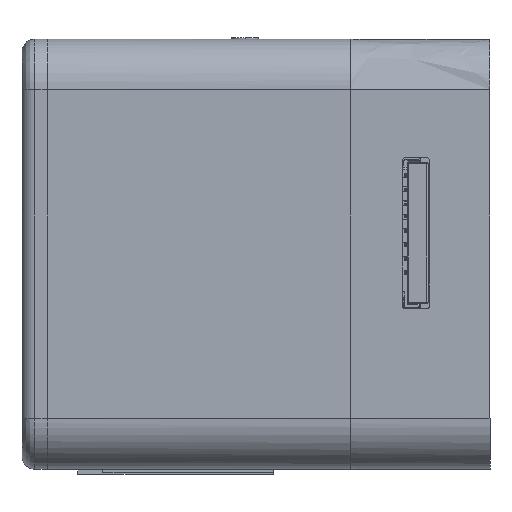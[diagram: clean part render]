
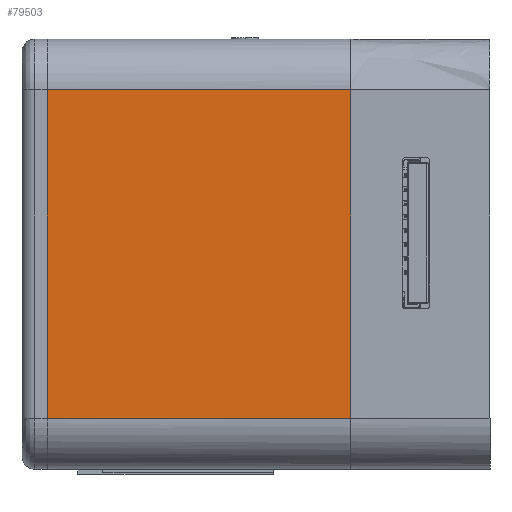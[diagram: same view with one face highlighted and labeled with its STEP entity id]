
A CAD part, left-side view. The second image highlights one B-rep face of the part: STEP entity #79503.
In plain terms, the highlighted free-form (B-spline) face has degree [1, 1] with [2, 2] control points.
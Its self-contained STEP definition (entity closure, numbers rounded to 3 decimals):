
#75035 = VERTEX_POINT('',#75036);
#75036 = CARTESIAN_POINT('',(15.677,8.571,
    69.559));
#75042 = EDGE_CURVE('',#75035,#75043,#75045,.T.);
#75043 = VERTEX_POINT('',#75044);
#75044 = CARTESIAN_POINT('',(15.677,8.571,
    40.463));
#75045 = B_SPLINE_CURVE_WITH_KNOTS('',1,(#75046,#75047),.UNSPECIFIED.,
  .F.,.F.,(2,2),(-19.5,6.5),
  .PIECEWISE_BEZIER_KNOTS.);
#75046 = CARTESIAN_POINT('',(15.677,8.571,
    69.559));
#75047 = CARTESIAN_POINT('',(15.677,8.571,
    40.463));
#78588 = VERTEX_POINT('',#78589);
#78589 = CARTESIAN_POINT('',(15.677,35.428,
    40.463));
#78595 = EDGE_CURVE('',#78588,#78596,#78598,.T.);
#78596 = VERTEX_POINT('',#78597);
#78597 = CARTESIAN_POINT('',(15.677,35.428,
    69.559));
#78598 = B_SPLINE_CURVE_WITH_KNOTS('',1,(#78599,#78600),.UNSPECIFIED.,
  .F.,.F.,(2,2),(0.,26.),.PIECEWISE_BEZIER_KNOTS.);
#78599 = CARTESIAN_POINT('',(15.677,35.428,
    40.463));
#78600 = CARTESIAN_POINT('',(15.677,35.428,
    69.559));
#79492 = EDGE_CURVE('',#75035,#78596,#79493,.T.);
#79493 = B_SPLINE_CURVE_WITH_KNOTS('',1,(#79494,#79495),.UNSPECIFIED.,
  .F.,.F.,(2,2),(0.,24.),.PIECEWISE_BEZIER_KNOTS.);
#79494 = CARTESIAN_POINT('',(15.677,8.571,
    69.559));
#79495 = CARTESIAN_POINT('',(15.677,35.428,
    69.559));
#79503 = ADVANCED_FACE('',(#79504),#79514,.T.);
#79504 = FACE_BOUND('',#79505,.T.);
#79505 = EDGE_LOOP('',(#79506,#79507,#79508,#79509));
#79506 = ORIENTED_EDGE('',*,*,#75042,.F.);
#79507 = ORIENTED_EDGE('',*,*,#79492,.T.);
#79508 = ORIENTED_EDGE('',*,*,#78595,.F.);
#79509 = ORIENTED_EDGE('',*,*,#79510,.F.);
#79510 = EDGE_CURVE('',#75043,#78588,#79511,.T.);
#79511 = B_SPLINE_CURVE_WITH_KNOTS('',1,(#79512,#79513),.UNSPECIFIED.,
  .F.,.F.,(2,2),(0.,24.),.PIECEWISE_BEZIER_KNOTS.);
#79512 = CARTESIAN_POINT('',(15.677,8.571,
    40.463));
#79513 = CARTESIAN_POINT('',(15.677,35.428,
    40.463));
#79514 = B_SPLINE_SURFACE_WITH_KNOTS('',1,1,(
    (#79515,#79516)
    ,(#79517,#79518
    )),.UNSPECIFIED.,.F.,.F.,.F.,(2,2),(2,2),(0.,
    26.),(0.,24.),.PIECEWISE_BEZIER_KNOTS.);
#79515 = CARTESIAN_POINT('',(15.677,8.571,
    40.463));
#79516 = CARTESIAN_POINT('',(15.677,35.428,
    40.463));
#79517 = CARTESIAN_POINT('',(15.677,8.571,
    69.559));
#79518 = CARTESIAN_POINT('',(15.677,35.428,
    69.559));
